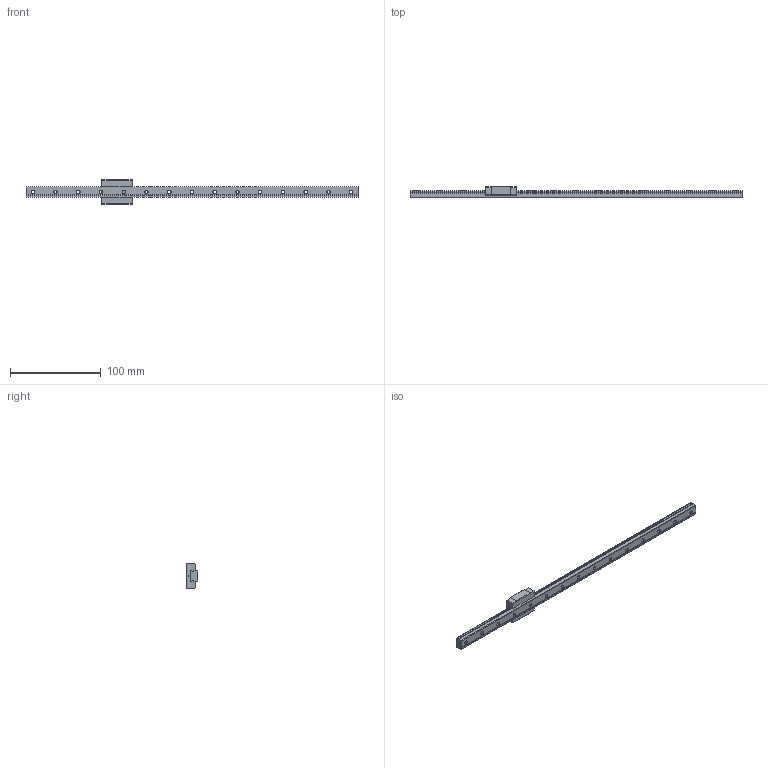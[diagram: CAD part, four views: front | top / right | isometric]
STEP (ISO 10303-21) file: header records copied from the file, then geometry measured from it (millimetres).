
FILE_DESCRIPTION( ( '' ), '1' );
FILE_NAME( 'lwl12___b1365_100_0_0_ni_2_14a.stp', '2011-10-19T01:38:56', ( '' ), ( '' ), ' ', ' ', ' ' );
FILE_SCHEMA( ( 'automotive_design' ) );
Length unit declared in the file: millimetre
Products named in the file (2): 1; 2
Bounding box: 365 x 13 x 27 mm (x, y, z)
Volume: 37190 mm3; surface area: 20930 mm2
Topology: 2 solids, 2 shells, 226 faces, 563 edges, 354 vertices
Faces by surface type: cylinder 96, plane 84, cone 46
Entity records: 13151 total; most frequent: DIRECTION 1247, STYLED_ITEM 1137, PRESENTATION_STYLE_ASSIGNMENT 1137, CARTESIAN_POINT 1137, COLOUR_RGB 1137, ORIENTED_EDGE 1110, EDGE_CURVE 555, CURVE_STYLE 555
